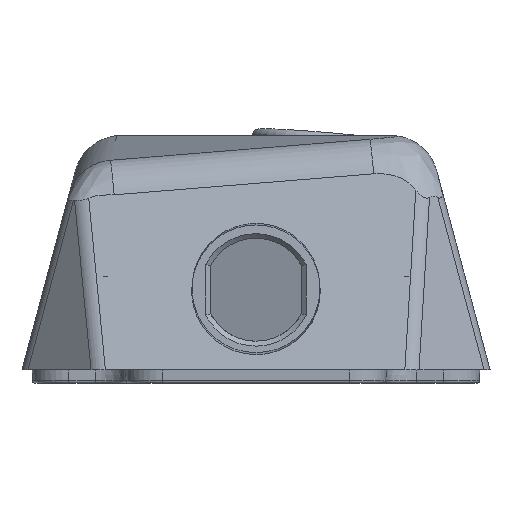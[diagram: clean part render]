
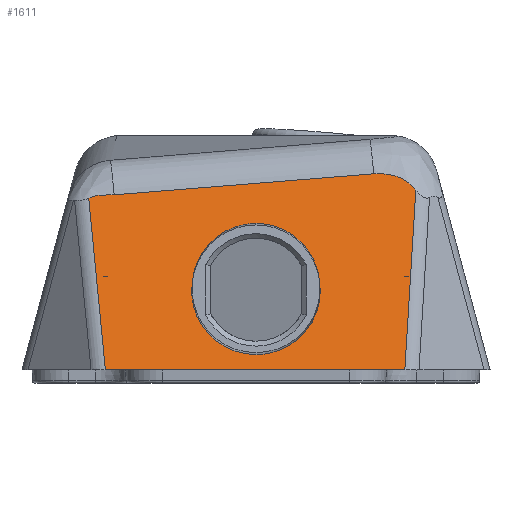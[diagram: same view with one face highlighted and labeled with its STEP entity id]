
A CAD part, front view. The second image highlights one B-rep face of the part: STEP entity #1611.
In plain terms, the highlighted planar face has unit normal (0, -0.966, 0.259).
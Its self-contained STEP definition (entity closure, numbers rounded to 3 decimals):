
#536 = VERTEX_POINT('',#537);
#537 = CARTESIAN_POINT('',(9.491,-63.939,
    21.295));
#556 = VERTEX_POINT('',#557);
#557 = CARTESIAN_POINT('',(-9.491,-63.939,
    21.295));
#1087 = EDGE_CURVE('',#536,#1088,#1090,.T.);
#1088 = VERTEX_POINT('',#1089);
#1089 = CARTESIAN_POINT('',(0.,-66.888,10.288));
#1090 = ELLIPSE('',#1091,9.835,9.613);
#1091 = AXIS2_PLACEMENT_3D('',#1092,#1093,#1094);
#1092 = CARTESIAN_POINT('',(0.,-64.343,19.788));
#1093 = DIRECTION('',(0.,0.966,-0.259));
#1094 = DIRECTION('',(0.,-0.259,-0.966));
#1112 = VERTEX_POINT('',#1113);
#1113 = CARTESIAN_POINT('',(0.,-61.631,29.91));
#1120 = EDGE_CURVE('',#1112,#536,#1121,.T.);
#1121 = ELLIPSE('',#1122,9.745,9.526);
#1122 = AXIS2_PLACEMENT_3D('',#1123,#1124,#1125);
#1123 = CARTESIAN_POINT('',(0.,-64.153,20.497));
#1124 = DIRECTION('',(0.,0.966,-0.259));
#1125 = DIRECTION('',(0.,0.259,0.966));
#1136 = EDGE_CURVE('',#1088,#556,#1137,.T.);
#1137 = ELLIPSE('',#1138,9.835,9.613);
#1138 = AXIS2_PLACEMENT_3D('',#1139,#1140,#1141);
#1139 = CARTESIAN_POINT('',(0.,-64.343,19.788));
#1140 = DIRECTION('',(0.,0.966,-0.259));
#1141 = DIRECTION('',(0.,-0.259,-0.966));
#1154 = EDGE_CURVE('',#556,#1112,#1155,.T.);
#1155 = ELLIPSE('',#1156,9.745,9.526);
#1156 = AXIS2_PLACEMENT_3D('',#1157,#1158,#1159);
#1157 = CARTESIAN_POINT('',(0.,-64.153,20.497));
#1158 = DIRECTION('',(0.,0.966,-0.259));
#1159 = DIRECTION('',(0.,0.259,0.966));
#1611 = ADVANCED_FACE('',(#1612,#1676),#1682,.F.);
#1612 = FACE_BOUND('',#1613,.F.);
#1613 = EDGE_LOOP('',(#1614,#1624,#1639,#1647,#1662,#1670));
#1614 = ORIENTED_EDGE('',*,*,#1615,.T.);
#1615 = EDGE_CURVE('',#1616,#1618,#1620,.T.);
#1616 = VERTEX_POINT('',#1617);
#1617 = CARTESIAN_POINT('',(-22.535,-67.501,8.));
#1618 = VERTEX_POINT('',#1619);
#1619 = CARTESIAN_POINT('',(-25.019,-60.627,
    33.654));
#1620 = LINE('',#1621,#1622);
#1621 = CARTESIAN_POINT('',(-21.771,-69.615,
    0.111));
#1622 = VECTOR('',#1623,1.);
#1623 = DIRECTION('',(-0.093,0.258,0.962)
  );
#1624 = ORIENTED_EDGE('',*,*,#1625,.F.);
#1625 = EDGE_CURVE('',#1626,#1618,#1628,.T.);
#1626 = VERTEX_POINT('',#1627);
#1627 = CARTESIAN_POINT('',(-21.222,-60.484,
    34.19));
#1628 = B_SPLINE_CURVE_WITH_KNOTS('',9,(#1629,#1630,#1631,#1632,#1633,
    #1634,#1635,#1636,#1637,#1638),.UNSPECIFIED.,.F.,.F.,(10,10),(0.,1.)
  ,.PIECEWISE_BEZIER_KNOTS.);
#1629 = CARTESIAN_POINT('',(-21.222,-60.484,
    34.19));
#1630 = CARTESIAN_POINT('',(-21.913,-60.499,
    34.134));
#1631 = CARTESIAN_POINT('',(-22.61,-60.494,
    34.153));
#1632 = CARTESIAN_POINT('',(-23.295,-60.484,
    34.189));
#1633 = CARTESIAN_POINT('',(-23.998,-60.493,
    34.155));
#1634 = CARTESIAN_POINT('',(-24.683,-60.523,
    34.044));
#1635 = CARTESIAN_POINT('',(-25.411,-60.612,
    33.713));
#1636 = CARTESIAN_POINT('',(-25.928,-60.771,
    33.117));
#1637 = CARTESIAN_POINT('',(-26.143,-60.957,
    32.426));
#1638 = CARTESIAN_POINT('',(-26.079,-61.135,
    31.759));
#1639 = ORIENTED_EDGE('',*,*,#1640,.T.);
#1640 = EDGE_CURVE('',#1626,#1641,#1643,.T.);
#1641 = VERTEX_POINT('',#1642);
#1642 = CARTESIAN_POINT('',(17.601,-59.643,
    37.328));
#1643 = LINE('',#1644,#1645);
#1644 = CARTESIAN_POINT('',(-26.325,-60.594,
    33.778));
#1645 = VECTOR('',#1646,1.);
#1646 = DIRECTION('',(0.997,0.022,0.081
    ));
#1647 = ORIENTED_EDGE('',*,*,#1648,.T.);
#1648 = EDGE_CURVE('',#1641,#1649,#1651,.T.);
#1649 = VERTEX_POINT('',#1650);
#1650 = CARTESIAN_POINT('',(23.9,-60.294,
    34.899));
#1651 = B_SPLINE_CURVE_WITH_KNOTS('',9,(#1652,#1653,#1654,#1655,#1656,
    #1657,#1658,#1659,#1660,#1661),.UNSPECIFIED.,.F.,.F.,(10,10),(0.,1.)
  ,.PIECEWISE_BEZIER_KNOTS.);
#1652 = CARTESIAN_POINT('',(17.601,-59.643,
    37.328));
#1653 = CARTESIAN_POINT('',(18.803,-59.617,
    37.425));
#1654 = CARTESIAN_POINT('',(20.019,-59.632,
    37.371));
#1655 = CARTESIAN_POINT('',(21.228,-59.698,
    37.123));
#1656 = CARTESIAN_POINT('',(22.387,-59.826,
    36.646));
#1657 = CARTESIAN_POINT('',(23.431,-60.022,
    35.915));
#1658 = CARTESIAN_POINT('',(24.252,-60.282,
    34.943));
#1659 = CARTESIAN_POINT('',(24.776,-60.583,33.821
    ));
#1660 = CARTESIAN_POINT('',(24.992,-60.899,
    32.641));
#1661 = CARTESIAN_POINT('',(24.921,-61.211,
    31.478));
#1662 = ORIENTED_EDGE('',*,*,#1663,.T.);
#1663 = EDGE_CURVE('',#1649,#1664,#1666,.T.);
#1664 = VERTEX_POINT('',#1665);
#1665 = CARTESIAN_POINT('',(22.261,-67.501,8.));
#1666 = LINE('',#1667,#1668);
#1667 = CARTESIAN_POINT('',(23.696,-61.192,
    31.547));
#1668 = VECTOR('',#1669,1.);
#1669 = DIRECTION('',(-0.059,-0.258,
    -0.964));
#1670 = ORIENTED_EDGE('',*,*,#1671,.F.);
#1671 = EDGE_CURVE('',#1616,#1664,#1672,.T.);
#1672 = LINE('',#1673,#1674);
#1673 = CARTESIAN_POINT('',(50.,-67.501,8.));
#1674 = VECTOR('',#1675,1.);
#1675 = DIRECTION('',(1.,0.,0.));
#1676 = FACE_BOUND('',#1677,.F.);
#1677 = EDGE_LOOP('',(#1678,#1679,#1680,#1681));
#1678 = ORIENTED_EDGE('',*,*,#1136,.F.);
#1679 = ORIENTED_EDGE('',*,*,#1087,.F.);
#1680 = ORIENTED_EDGE('',*,*,#1120,.F.);
#1681 = ORIENTED_EDGE('',*,*,#1154,.F.);
#1682 = PLANE('',#1683);
#1683 = AXIS2_PLACEMENT_3D('',#1684,#1685,#1686);
#1684 = CARTESIAN_POINT('',(100.,-69.645,0.));
#1685 = DIRECTION('',(0.,0.966,-0.259));
#1686 = DIRECTION('',(0.,0.259,0.966));
